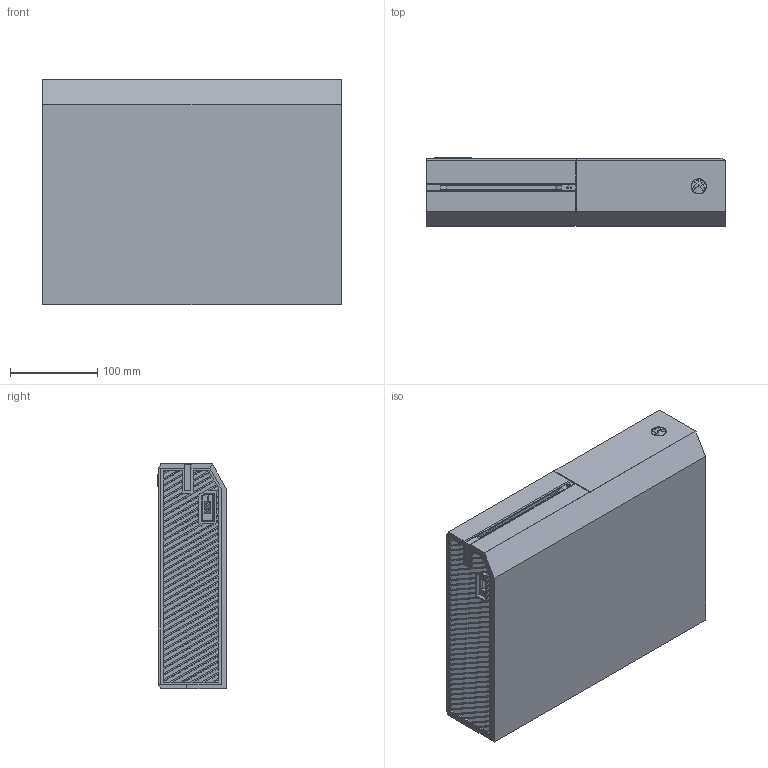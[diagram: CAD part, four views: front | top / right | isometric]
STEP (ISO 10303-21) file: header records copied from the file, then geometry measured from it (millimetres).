
FILE_DESCRIPTION (( 'STEP AP214' ), '1' );
FILE_NAME ('XBox One.STEP', '2013-12-19T03:36:36', ( '' ), ( '' ), 'SwSTEP 2.0', 'SolidWorks 2011', '' );
FILE_SCHEMA (( 'AUTOMOTIVE_DESIGN' ));
Length unit declared in the file: millimetre
Products named in the file (14): Laminate Logo; Front Logo; LeftGrille; RightGrille; BaseLower; Grill; Top Logo; Top PanelLeft; Eject Button; CD Panel; Front PanelLeft; Front PanelRight; Base; XBox One
Assembly tree (13 placements, depth 2):
  XBox One
    Front Logo
    Eject Button
    CD Panel
    Top Logo
    RightGrille
    Grill
    Top PanelLeft
    BaseLower
    Front PanelLeft
    Laminate Logo
    Front PanelRight
    Base
    LeftGrille
Bounding box: 343 x 78.39 x 258.63 mm (x, y, z)
Volume: 1920884.2 mm3; surface area: 739504.3 mm2
Topology: 27 solids, 27 shells, 1731 faces, 5256 edges, 3474 vertices
Faces by surface type: plane 1482, bspline 135, cylinder 97, torus 15, sphere 2
Entity records: 65802 total; most frequent: CARTESIAN_POINT 17845, ORIENTED_EDGE 10512, DIRECTION 8307, EDGE_CURVE 5256, VECTOR 4795, LINE 4795, VERTEX_POINT 3474, EDGE_LOOP 2222
